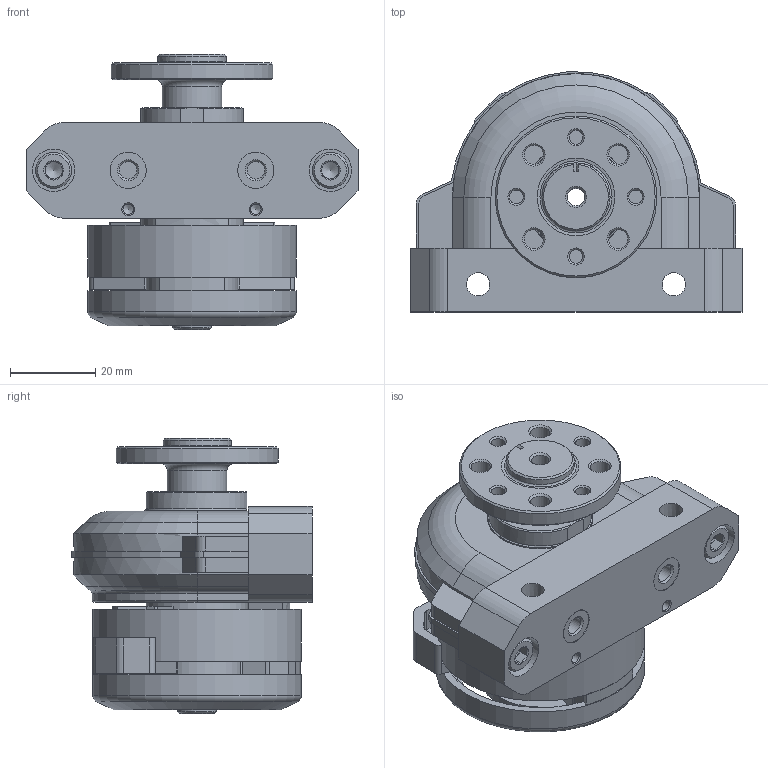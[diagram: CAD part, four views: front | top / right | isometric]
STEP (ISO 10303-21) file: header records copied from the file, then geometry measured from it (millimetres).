
FILE_DESCRIPTION(/* description */ ('STEP AP214'),/* implementation_level */ '2;1');
FILE_NAME(/* name */ '30655_DSRL-16-180-P-FW',/* time_stamp */ '2024-08-23T14:23:29+02:00',/* author */ ('License CC BY-ND 4.0'),/* organization */ ('CADENAS'),/* preprocessor_version */ 'ST-DEVELOPER v19.3',/* originating_system */ 'PARTsolutions',/* authorisation */ ' ');
FILE_SCHEMA (('AUTOMOTIVE_DESIGN {1 0 10303 214 3 1 1}'));
Length unit declared in the file: millimetre
Products named in the file (5): 30655 DSRL-16-180-P-FW---(0); 30655 DSRL-16-180-P-FW---(Geh); 254078 DSRL-16-180-P-FW---(Ks); 254343---(Kappe); 241657---(Schalt)
Assembly tree (5 placements, depth 2):
  30655 DSRL-16-180-P-FW---(0)
    30655 DSRL-16-180-P-FW---(Geh)
    254078 DSRL-16-180-P-FW---(Ks)
    254343---(Kappe)
    241657---(Schalt)  x2
Bounding box: 78 x 56.41 x 64.7 mm (x, y, z)
Volume: 88586.2 mm3; surface area: 41539.5 mm2
Topology: 5 solids, 5 shells, 597 faces, 1489 edges, 937 vertices
Faces by surface type: plane 283, cylinder 204, cone 87, torus 23
Full cylindrical faces by diameter (mm): 2.459 x2, 3.242 x6, 4 x2, 4.1 x2, 4.134 x3, 4.5 x4, 7 x3, 8.5 x4, 9 x2, 10 x5, 12 x3, 14 x2, 16 x1, 17 x2, 18.6 x1, 20 x2, 20.8 x1, 24 x1, 38 x1, 45.3 x2, 45.5 x1, 49 x2
Entity records: 15431 total; most frequent: DIRECTION 2508, CARTESIAN_POINT 2494, ORIENTED_EDGE 2162, EDGE_CURVE 1081, AXIS2_PLACEMENT_3D 973, VERTEX_POINT 744, FACE_BOUND 681, EDGE_LOOP 676
